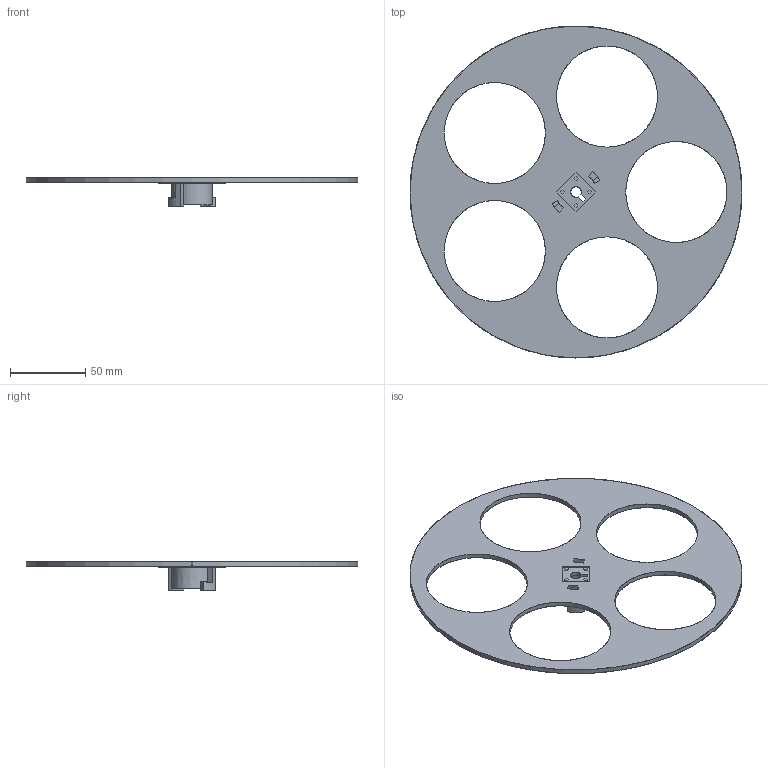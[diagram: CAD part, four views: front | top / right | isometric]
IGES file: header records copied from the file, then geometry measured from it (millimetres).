
Start section: SolidWorks IGES file using analytic representation for surfaces
Global section: file name: reel.IGS; native system: SolidWorks 2005 by SolidWorks Corporation; preprocessor: SolidWorks 2005 by SolidWorks Corporation; author: Jay Shoemaker; date: 060327.162054; units: millimetre
Bounding box: 220 x 220 x 18.8 mm (x, y, z)
Surface area: 48861.7 mm2 (no closed solid volume)
Topology: 0 solids, 0 shells, 85 faces, 1172 edges, 1172 vertices
Faces by surface type: bspline 57, revolution 28
